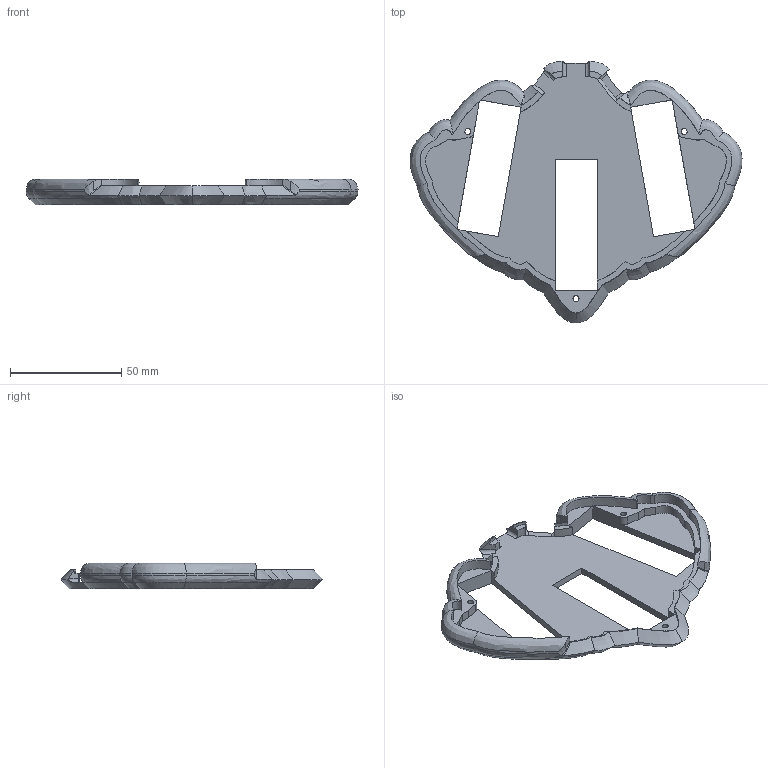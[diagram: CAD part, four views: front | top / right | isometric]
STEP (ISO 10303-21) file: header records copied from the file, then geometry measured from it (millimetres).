
FILE_DESCRIPTION(/* description */ (''),/* implementation_level */ '2;1');
FILE_NAME(/* name */ 'ProtoShipShell02 v9.step',/* time_stamp */ '2023-09-24T20:48:49-04:00',/* author */ (''),/* organization */ (''),/* preprocessor_version */ 'ST-DEVELOPER v20',/* originating_system */ 'Autodesk Translation Framework v12.14.0.127',/* authorisation */ '');
FILE_SCHEMA (('AUTOMOTIVE_DESIGN { 1 0 10303 214 3 1 1 }'));
Length unit declared in the file: millimetre
Products named in the file (2): ProtoShipShell02; Shell-bk
Assembly tree (1 placements, depth 2):
  ProtoShipShell02
    Shell-bk
Bounding box: 148.95 x 117.49 x 11.63 mm (x, y, z)
Volume: 34732.1 mm3; surface area: 22601.7 mm2
Topology: 1 solids, 1 shells, 169 faces, 463 edges, 293 vertices
Faces by surface type: bspline 107, plane 49, cylinder 11, sphere 2
Full cylindrical faces by diameter (mm): 2.7 x3
Entity records: 12899 total; most frequent: CARTESIAN_POINT 9532, ORIENTED_EDGE 926, EDGE_CURVE 463, B_SPLINE_CURVE_WITH_KNOTS 332, VERTEX_POINT 293, DIRECTION 287, EDGE_LOOP 178, FACE_OUTER_BOUND 169
